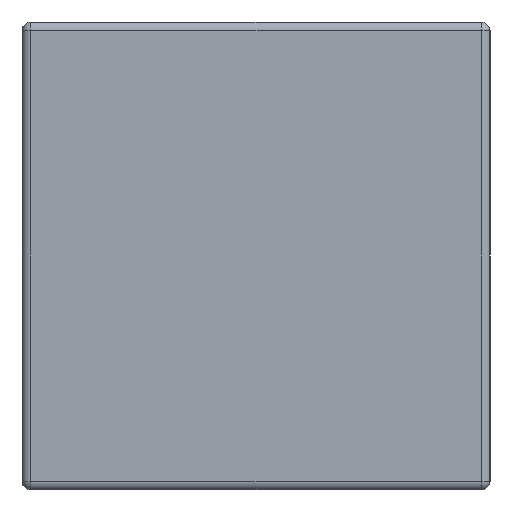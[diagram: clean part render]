
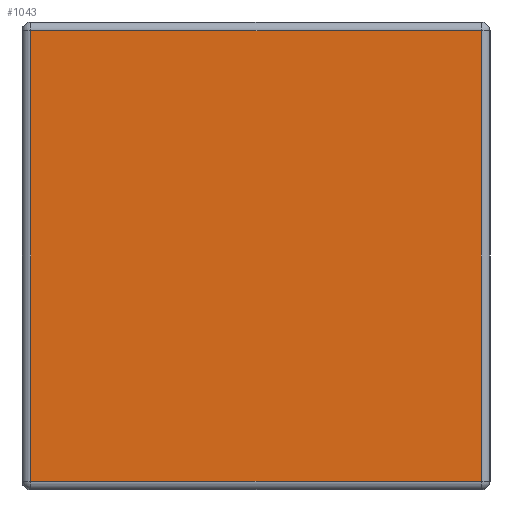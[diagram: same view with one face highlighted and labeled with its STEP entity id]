
A CAD part, left-side view. The second image highlights one B-rep face of the part: STEP entity #1043.
In plain terms, the highlighted planar face has unit normal (-1, 0, 0).
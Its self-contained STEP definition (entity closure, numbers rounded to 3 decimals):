
#46 = EDGE_CURVE ( 'NONE', #1823, #922, #1395, .T. ) ;
#119 = EDGE_LOOP ( 'NONE', ( #1704, #401, #1661, #462 ) ) ;
#163 = CARTESIAN_POINT ( 'NONE',  ( -1.6, 1.6, 0.8 ) ) ;
#186 = DIRECTION ( 'NONE',  ( 0., 0., -1. ) ) ;
#310 = CARTESIAN_POINT ( 'NONE',  ( -1.6, 1.57, -0.77 ) ) ;
#401 = ORIENTED_EDGE ( 'NONE', *, *, #46, .T. ) ;
#462 = ORIENTED_EDGE ( 'NONE', *, *, #1309, .T. ) ;
#464 = DIRECTION ( 'NONE',  ( 1., 0., 0. ) ) ;
#492 = VERTEX_POINT ( 'NONE', #1521 ) ;
#550 = DIRECTION ( 'NONE',  ( 0., 1., 0. ) ) ;
#610 = VECTOR ( 'NONE', #1736, 1000. ) ;
#612 = VECTOR ( 'NONE', #186, 1000. ) ;
#633 = CARTESIAN_POINT ( 'NONE',  ( -1.6, 0.03, 0.77 ) ) ;
#727 = EDGE_CURVE ( 'NONE', #922, #1399, #746, .T. ) ;
#746 = LINE ( 'NONE', #1059, #1485 ) ;
#771 = CARTESIAN_POINT ( 'NONE',  ( -1.6, 1.57, 0.8 ) ) ;
#849 = AXIS2_PLACEMENT_3D ( 'NONE', #163, #464, #1487 ) ;
#922 = VERTEX_POINT ( 'NONE', #1023 ) ;
#1023 = CARTESIAN_POINT ( 'NONE',  ( -1.6, 0.03, -0.77 ) ) ;
#1043 = ADVANCED_FACE ( 'NONE', ( #1060 ), #1624, .F. ) ;
#1059 = CARTESIAN_POINT ( 'NONE',  ( -1.6, 0.03, 0.8 ) ) ;
#1060 = FACE_OUTER_BOUND ( 'NONE', #119, .T. ) ;
#1122 = LINE ( 'NONE', #1561, #1482 ) ;
#1216 = DIRECTION ( 'NONE',  ( 0., 0., 1. ) ) ;
#1309 = EDGE_CURVE ( 'NONE', #1399, #492, #1122, .T. ) ;
#1350 = EDGE_CURVE ( 'NONE', #492, #1823, #1396, .T. ) ;
#1395 = LINE ( 'NONE', #1893, #610 ) ;
#1396 = LINE ( 'NONE', #771, #612 ) ;
#1399 = VERTEX_POINT ( 'NONE', #633 ) ;
#1482 = VECTOR ( 'NONE', #550, 1000. ) ;
#1485 = VECTOR ( 'NONE', #1216, 1000. ) ;
#1487 = DIRECTION ( 'NONE',  ( 0., 0., -1. ) ) ;
#1521 = CARTESIAN_POINT ( 'NONE',  ( -1.6, 1.57, 0.77 ) ) ;
#1561 = CARTESIAN_POINT ( 'NONE',  ( -1.6, 1.6, 0.77 ) ) ;
#1624 = PLANE ( 'NONE',  #849 ) ;
#1661 = ORIENTED_EDGE ( 'NONE', *, *, #727, .T. ) ;
#1704 = ORIENTED_EDGE ( 'NONE', *, *, #1350, .T. ) ;
#1736 = DIRECTION ( 'NONE',  ( 0., -1., 0. ) ) ;
#1823 = VERTEX_POINT ( 'NONE', #310 ) ;
#1893 = CARTESIAN_POINT ( 'NONE',  ( -1.6, 1.6, -0.77 ) ) ;
